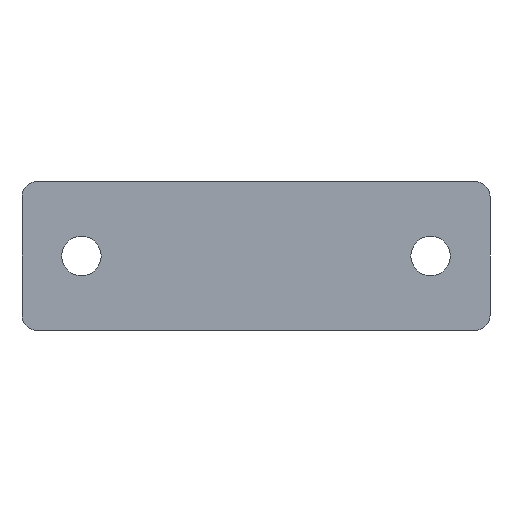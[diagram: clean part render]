
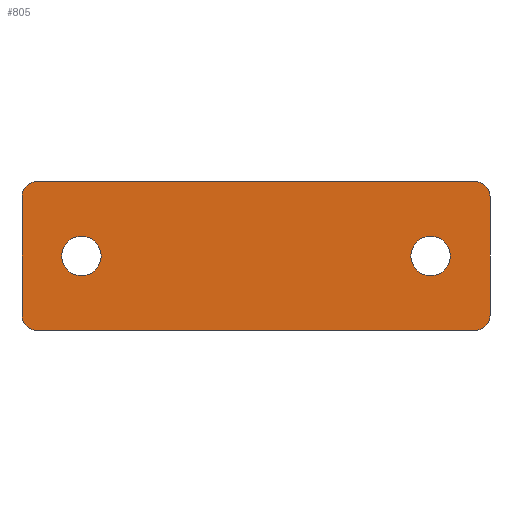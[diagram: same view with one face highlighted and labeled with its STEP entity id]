
A CAD part, front view. The second image highlights one B-rep face of the part: STEP entity #805.
In plain terms, the highlighted planar face has unit normal (0, -1, 0).
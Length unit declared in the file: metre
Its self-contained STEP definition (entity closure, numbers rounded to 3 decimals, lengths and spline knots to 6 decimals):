
#77=LINE('',#1489,#142);
#80=LINE('',#1493,#145);
#82=LINE('',#1496,#147);
#83=LINE('',#1500,#148);
#142=VECTOR('',#1120,1.);
#145=VECTOR('',#1125,1.);
#147=VECTOR('',#1129,1.);
#148=VECTOR('',#1134,1.);
#335=ORIENTED_EDGE('',*,*,#501,.T.);
#336=ORIENTED_EDGE('',*,*,#500,.F.);
#337=ORIENTED_EDGE('',*,*,#450,.T.);
#338=ORIENTED_EDGE('',*,*,#502,.F.);
#339=ORIENTED_EDGE('',*,*,#442,.T.);
#340=ORIENTED_EDGE('',*,*,#495,.F.);
#341=ORIENTED_EDGE('',*,*,#438,.T.);
#342=ORIENTED_EDGE('',*,*,#498,.F.);
#343=ORIENTED_EDGE('',*,*,#446,.T.);
#344=ORIENTED_EDGE('',*,*,#503,.T.);
#438=EDGE_CURVE('',#545,#544,#600,.T.);
#442=EDGE_CURVE('',#549,#548,#602,.T.);
#446=EDGE_CURVE('',#553,#552,#604,.T.);
#450=EDGE_CURVE('',#557,#556,#606,.T.);
#495=EDGE_CURVE('',#545,#548,#77,.T.);
#498=EDGE_CURVE('',#553,#544,#80,.T.);
#500=EDGE_CURVE('',#557,#552,#82,.T.);
#501=EDGE_CURVE('',#581,#581,#620,.T.);
#502=EDGE_CURVE('',#549,#556,#83,.T.);
#503=EDGE_CURVE('',#582,#582,#621,.T.);
#544=VERTEX_POINT('',#1373);
#545=VERTEX_POINT('',#1375);
#548=VERTEX_POINT('',#1382);
#549=VERTEX_POINT('',#1384);
#552=VERTEX_POINT('',#1391);
#553=VERTEX_POINT('',#1393);
#556=VERTEX_POINT('',#1400);
#557=VERTEX_POINT('',#1402);
#581=VERTEX_POINT('',#1499);
#582=VERTEX_POINT('',#1502);
#600=CIRCLE('',#858,0.002);
#602=CIRCLE('',#861,0.002);
#604=CIRCLE('',#864,0.002);
#606=CIRCLE('',#867,0.002);
#620=CIRCLE('',#903,0.00265);
#621=CIRCLE('',#904,0.00265);
#667=EDGE_LOOP('',(#335));
#668=EDGE_LOOP('',(#336,#337,#338,#339,#340,#341,#342,#343));
#669=EDGE_LOOP('',(#344));
#728=FACE_BOUND('',#667,.T.);
#729=FACE_BOUND('',#668,.T.);
#730=FACE_BOUND('',#669,.T.);
#765=PLANE('',#902);
#805=ADVANCED_FACE('',(#728,#729,#730),#765,.T.);
#858=AXIS2_PLACEMENT_3D('',#1374,#999,#1000);
#861=AXIS2_PLACEMENT_3D('',#1383,#1007,#1008);
#864=AXIS2_PLACEMENT_3D('',#1392,#1015,#1016);
#867=AXIS2_PLACEMENT_3D('',#1401,#1023,#1024);
#902=AXIS2_PLACEMENT_3D('',#1497,#1130,#1131);
#903=AXIS2_PLACEMENT_3D('',#1498,#1132,#1133);
#904=AXIS2_PLACEMENT_3D('',#1501,#1135,#1136);
#999=DIRECTION('',(0.,-1.,0.));
#1000=DIRECTION('',(0.,0.,-1.));
#1007=DIRECTION('',(0.,-1.,0.));
#1008=DIRECTION('',(0.,0.,-1.));
#1015=DIRECTION('',(0.,-1.,0.));
#1016=DIRECTION('',(0.,0.,-1.));
#1023=DIRECTION('',(0.,-1.,0.));
#1024=DIRECTION('',(0.,0.,-1.));
#1120=DIRECTION('',(0.,0.,-1.));
#1125=DIRECTION('',(1.,0.,0.));
#1129=DIRECTION('',(0.,0.,1.));
#1130=DIRECTION('',(0.,-1.,0.));
#1131=DIRECTION('',(0.,0.,-1.));
#1132=DIRECTION('',(0.,1.,0.));
#1133=DIRECTION('',(0.,0.,1.));
#1134=DIRECTION('',(-1.,0.,0.));
#1135=DIRECTION('',(0.,1.,0.));
#1136=DIRECTION('',(0.,0.,1.));
#1373=CARTESIAN_POINT('',(0.061,0.,0.));
#1374=CARTESIAN_POINT('',(0.061,0.,-0.002));
#1375=CARTESIAN_POINT('',(0.063,0.,-0.002));
#1382=CARTESIAN_POINT('',(0.063,0.,-0.018));
#1383=CARTESIAN_POINT('',(0.061,0.,-0.018));
#1384=CARTESIAN_POINT('',(0.061,0.,-0.02));
#1391=CARTESIAN_POINT('',(0.,0.,-0.002));
#1392=CARTESIAN_POINT('',(0.002,0.,-0.002));
#1393=CARTESIAN_POINT('',(0.002,0.,0.));
#1400=CARTESIAN_POINT('',(0.002,0.,-0.02));
#1401=CARTESIAN_POINT('',(0.002,0.,-0.018));
#1402=CARTESIAN_POINT('',(0.,0.,-0.018));
#1489=CARTESIAN_POINT('',(0.063,0.,0.));
#1493=CARTESIAN_POINT('',(0.,0.,0.));
#1496=CARTESIAN_POINT('',(0.,0.,0.));
#1497=CARTESIAN_POINT('',(0.,0.,0.));
#1498=CARTESIAN_POINT('',(0.008,0.,-0.01));
#1499=CARTESIAN_POINT('',(0.008,0.,-0.00735));
#1500=CARTESIAN_POINT('',(0.,0.,-0.02));
#1501=CARTESIAN_POINT('',(0.055,0.,-0.01));
#1502=CARTESIAN_POINT('',(0.055,0.,-0.00735));
